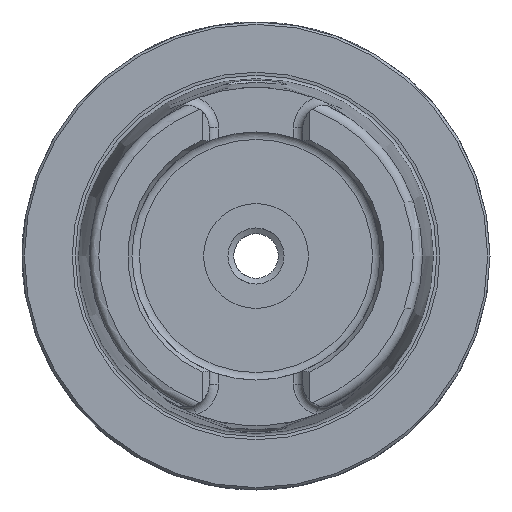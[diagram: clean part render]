
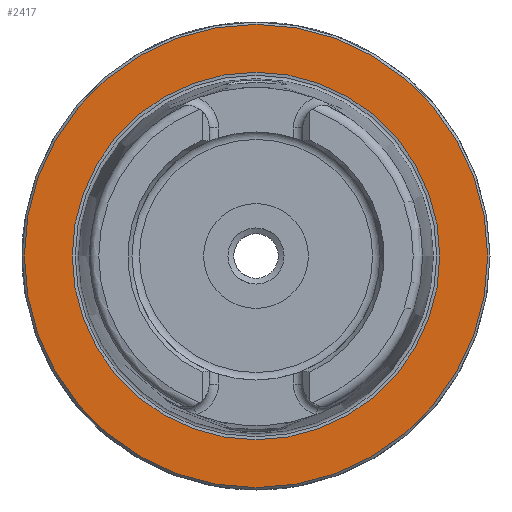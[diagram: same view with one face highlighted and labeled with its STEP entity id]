
A CAD part, left-side view. The second image highlights one B-rep face of the part: STEP entity #2417.
In plain terms, the highlighted planar face has unit normal (-1, 0, 0).
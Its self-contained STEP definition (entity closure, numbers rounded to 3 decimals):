
#456=FACE_BOUND('',#743,.T.);
#589=FACE_OUTER_BOUND('',#742,.T.);
#742=EDGE_LOOP('',(#2206));
#743=EDGE_LOOP('',(#2207));
#894=CIRCLE('',#2721,39.275);
#895=CIRCLE('',#2723,49.5);
#1144=VERTEX_POINT('',#5389);
#1145=VERTEX_POINT('',#5393);
#1503=EDGE_CURVE('',#1144,#1144,#894,.T.);
#1504=EDGE_CURVE('',#1145,#1145,#895,.T.);
#2206=ORIENTED_EDGE('',*,*,#1504,.F.);
#2207=ORIENTED_EDGE('',*,*,#1503,.T.);
#2292=PLANE('',#2722);
#2417=ADVANCED_FACE('',(#589,#456),#2292,.T.);
#2721=AXIS2_PLACEMENT_3D('',#5391,#3401,#3402);
#2722=AXIS2_PLACEMENT_3D('',#5392,#3403,#3404);
#2723=AXIS2_PLACEMENT_3D('',#5394,#3405,#3406);
#3401=DIRECTION('center_axis',(1.,0.,0.));
#3402=DIRECTION('ref_axis',(0.,0.,-1.));
#3403=DIRECTION('center_axis',(-1.,0.,0.));
#3404=DIRECTION('ref_axis',(0.,0.,1.));
#3405=DIRECTION('center_axis',(1.,0.,0.));
#3406=DIRECTION('ref_axis',(0.,0.,-1.));
#5389=CARTESIAN_POINT('',(0.,-39.275,0.));
#5391=CARTESIAN_POINT('Origin',(0.,0.,0.));
#5392=CARTESIAN_POINT('Origin',(0.,49.5,0.));
#5393=CARTESIAN_POINT('',(0.,-49.5,0.));
#5394=CARTESIAN_POINT('Origin',(0.,0.,0.));
